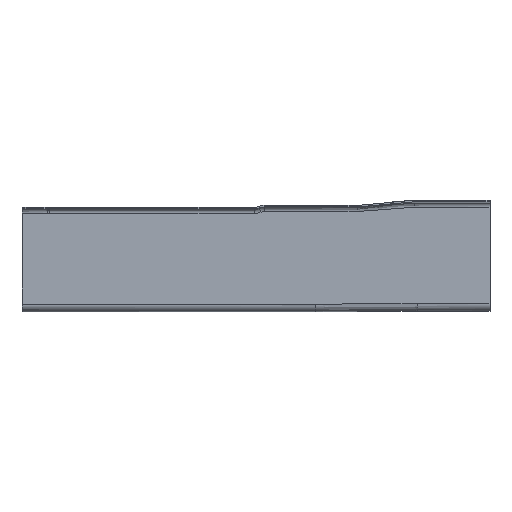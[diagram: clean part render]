
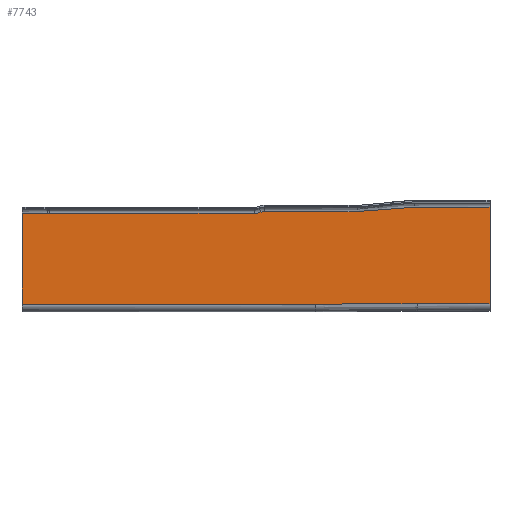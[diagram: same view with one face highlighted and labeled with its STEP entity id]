
A CAD part, front view. The second image highlights one B-rep face of the part: STEP entity #7743.
In plain terms, the highlighted planar face has unit normal (0, -1, 0).
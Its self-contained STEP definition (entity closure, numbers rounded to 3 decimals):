
#5819=CARTESIAN_POINT('Vertex',(3238.5,-506.3,184.909)) ;
#5905=CARTESIAN_POINT('Vertex',(3238.5,-506.3,110.8)) ;
#6208=CARTESIAN_POINT('Vertex',(3428.,-506.3,184.809)) ;
#6211=CARTESIAN_POINT('Axis2P3D Location',(3428.,-506.3,199.809)) ;
#6215=CARTESIAN_POINT('Vertex',(3433.616,-506.3,185.9)) ;
#6235=CARTESIAN_POINT('Axis2P3D Location',(3436.237,-506.3,179.409)) ;
#6239=CARTESIAN_POINT('Vertex',(3436.237,-506.3,186.409)) ;
#6259=CARTESIAN_POINT('Line Origine',(3344.499,-506.3,184.809)) ;
#6263=CARTESIAN_POINT('Vertex',(3260.997,-506.3,184.809)) ;
#6283=CARTESIAN_POINT('Axis2P3D Location',(3260.997,-506.3,199.809)) ;
#6287=CARTESIAN_POINT('Vertex',(3259.499,-506.3,184.884)) ;
#6307=CARTESIAN_POINT('Axis2P3D Location',(3259.,-506.3,179.909)) ;
#6311=CARTESIAN_POINT('Vertex',(3259.,-506.3,184.909)) ;
#6331=CARTESIAN_POINT('Line Origine',(3248.75,-506.3,184.909)) ;
#6352=CARTESIAN_POINT('Vertex',(3478.,-506.3,110.8)) ;
#6355=CARTESIAN_POINT('Line Origine',(3358.25,-506.3,110.8)) ;
#6591=CARTESIAN_POINT('Vertex',(3561.,-506.3,111.217)) ;
#6595=CARTESIAN_POINT('Control Point',(3478.,-506.3,110.8)) ;
#6596=CARTESIAN_POINT('Control Point',(3478.365,-506.3,110.8)) ;
#6597=CARTESIAN_POINT('Control Point',(3478.731,-506.3,110.8)) ;
#6598=CARTESIAN_POINT('Control Point',(3479.098,-506.3,110.8)) ;
#6599=CARTESIAN_POINT('Control Point',(3480.693,-506.3,110.801)) ;
#6600=CARTESIAN_POINT('Control Point',(3482.288,-506.3,110.803)) ;
#6601=CARTESIAN_POINT('Control Point',(3483.515,-506.3,110.805)) ;
#6602=CARTESIAN_POINT('Control Point',(3493.184,-506.3,110.825)) ;
#6603=CARTESIAN_POINT('Control Point',(3502.855,-506.3,110.88)) ;
#6604=CARTESIAN_POINT('Control Point',(3511.301,-506.3,110.943)) ;
#6605=CARTESIAN_POINT('Control Point',(3524.665,-506.3,111.05)) ;
#6606=CARTESIAN_POINT('Control Point',(3538.035,-506.3,111.141)) ;
#6607=CARTESIAN_POINT('Control Point',(3542.955,-506.3,111.17)) ;
#6608=CARTESIAN_POINT('Control Point',(3548.696,-506.3,111.196)) ;
#6609=CARTESIAN_POINT('Control Point',(3554.437,-506.3,111.21)) ;
#6610=CARTESIAN_POINT('Control Point',(3555.258,-506.3,111.212)) ;
#6611=CARTESIAN_POINT('Control Point',(3556.891,-506.3,111.215)) ;
#6612=CARTESIAN_POINT('Control Point',(3558.525,-506.3,111.216)) ;
#6613=CARTESIAN_POINT('Control Point',(3559.373,-506.3,111.217)) ;
#6614=CARTESIAN_POINT('Control Point',(3560.186,-506.3,111.217)) ;
#6615=CARTESIAN_POINT('Control Point',(3561.,-506.3,111.217)) ;
#6821=CARTESIAN_POINT('Vertex',(3512.,-506.3,186.409)) ;
#6825=CARTESIAN_POINT('Control Point',(3512.,-506.3,186.409)) ;
#6826=CARTESIAN_POINT('Control Point',(3516.121,-506.3,186.409)) ;
#6827=CARTESIAN_POINT('Control Point',(3520.22,-506.3,186.602)) ;
#6828=CARTESIAN_POINT('Control Point',(3524.294,-506.3,186.934)) ;
#6829=CARTESIAN_POINT('Control Point',(3532.305,-506.3,187.753)) ;
#6830=CARTESIAN_POINT('Control Point',(3540.23,-506.3,188.681)) ;
#6831=CARTESIAN_POINT('Control Point',(3544.137,-506.3,189.116)) ;
#6832=CARTESIAN_POINT('Control Point',(3549.308,-506.3,189.591)) ;
#6833=CARTESIAN_POINT('Control Point',(3554.452,-506.3,189.841)) ;
#6834=CARTESIAN_POINT('Control Point',(3555.724,-506.3,189.887)) ;
#6835=CARTESIAN_POINT('Control Point',(3557.143,-506.3,189.919)) ;
#6836=CARTESIAN_POINT('Control Point',(3558.559,-506.3,189.927)) ;
#6837=CARTESIAN_POINT('Control Point',(3558.707,-506.3,189.927)) ;
#6838=CARTESIAN_POINT('Control Point',(3558.853,-506.3,189.927)) ;
#6839=CARTESIAN_POINT('Control Point',(3559.,-506.3,189.927)) ;
#6840=CARTESIAN_POINT('Vertex',(3559.,-506.3,189.927)) ;
#6863=CARTESIAN_POINT('Line Origine',(3474.118,-506.3,186.409)) ;
#6880=CARTESIAN_POINT('Line Origine',(3589.75,-506.3,189.927)) ;
#6884=CARTESIAN_POINT('Vertex',(3620.5,-506.3,189.927)) ;
#7082=CARTESIAN_POINT('Control Point',(3238.5,-506.3,110.8)) ;
#7083=CARTESIAN_POINT('Control Point',(3238.5,-506.3,184.909)) ;
#7654=CARTESIAN_POINT('Vertex',(3620.5,-506.3,111.217)) ;
#7657=CARTESIAN_POINT('Line Origine',(3590.75,-506.3,111.217)) ;
#7717=CARTESIAN_POINT('Axis2P3D Location',(3208.,-506.3,211.)) ;
#7722=CARTESIAN_POINT('Line Origine',(3620.5,-506.3,150.364)) ;
#6212=DIRECTION('Axis2P3D Direction',(0.,1.,0.)) ;
#6236=DIRECTION('Axis2P3D Direction',(-0.,1.,0.)) ;
#6260=DIRECTION('Vector Direction',(1.,0.,0.)) ;
#6284=DIRECTION('Axis2P3D Direction',(0.,1.,0.)) ;
#6308=DIRECTION('Axis2P3D Direction',(-0.,1.,0.)) ;
#6332=DIRECTION('Vector Direction',(1.,0.,0.)) ;
#6356=DIRECTION('Vector Direction',(1.,0.,0.)) ;
#6864=DIRECTION('Vector Direction',(1.,0.,0.)) ;
#6881=DIRECTION('Vector Direction',(1.,0.,0.)) ;
#7658=DIRECTION('Vector Direction',(1.,0.,0.)) ;
#7718=DIRECTION('Axis2P3D Direction',(-0.,1.,0.)) ;
#7719=DIRECTION('Axis2P3D XDirection',(1.,0.,0.)) ;
#7723=DIRECTION('Vector Direction',(0.,0.,-1.)) ;
#6213=AXIS2_PLACEMENT_3D('Circle Axis2P3D',#6211,#6212,$) ;
#6237=AXIS2_PLACEMENT_3D('Circle Axis2P3D',#6235,#6236,$) ;
#6285=AXIS2_PLACEMENT_3D('Circle Axis2P3D',#6283,#6284,$) ;
#6309=AXIS2_PLACEMENT_3D('Circle Axis2P3D',#6307,#6308,$) ;
#7720=AXIS2_PLACEMENT_3D('Plane Axis2P3D',#7717,#7718,#7719) ;
#7728=ORIENTED_EDGE('',*,*,#6265,.F.) ;
#7729=ORIENTED_EDGE('',*,*,#6289,.T.) ;
#7730=ORIENTED_EDGE('',*,*,#6313,.F.) ;
#7731=ORIENTED_EDGE('',*,*,#6335,.F.) ;
#7732=ORIENTED_EDGE('',*,*,#7084,.F.) ;
#7733=ORIENTED_EDGE('',*,*,#6359,.T.) ;
#7734=ORIENTED_EDGE('',*,*,#6616,.T.) ;
#7735=ORIENTED_EDGE('',*,*,#7661,.T.) ;
#7736=ORIENTED_EDGE('',*,*,#7726,.T.) ;
#7737=ORIENTED_EDGE('',*,*,#6886,.F.) ;
#7738=ORIENTED_EDGE('',*,*,#6842,.F.) ;
#7739=ORIENTED_EDGE('',*,*,#6867,.F.) ;
#7740=ORIENTED_EDGE('',*,*,#6241,.F.) ;
#7741=ORIENTED_EDGE('',*,*,#6217,.T.) ;
#6261=VECTOR('Line Direction',#6260,1.) ;
#6333=VECTOR('Line Direction',#6332,1.) ;
#6357=VECTOR('Line Direction',#6356,1.) ;
#6865=VECTOR('Line Direction',#6864,1.) ;
#6882=VECTOR('Line Direction',#6881,1.) ;
#7659=VECTOR('Line Direction',#7658,1.) ;
#7724=VECTOR('Line Direction',#7723,1.) ;
#7743=ADVANCED_FACE('Fertigteil_Solid_7333395 - 7333395_V1A_ENG190122101151',(#7742),#7721,.F.) ;
#6594=B_SPLINE_CURVE_WITH_KNOTS('',5,(#6595,#6596,#6597,#6598,#6599,#6600,#6601,#6602,#6603,#6604,#6605,#6606,#6607,#6608,#6609,#6610,#6611,#6612,#6613,#6614,#6615),.UNSPECIFIED.,.F.,.U.,(6,3,3,3,3,3,6),(206.242,208.856,217.584,277.616,312.562,318.387,324.163),.UNSPECIFIED.) ;
#6824=B_SPLINE_CURVE_WITH_KNOTS('',5,(#6825,#6826,#6827,#6828,#6829,#6830,#6831,#6832,#6833,#6834,#6835,#6836,#6837,#6838,#6839),.UNSPECIFIED.,.F.,.U.,(6,3,3,3,6),(598.303,626.813,654.774,663.965,665.048),.UNSPECIFIED.) ;
#7081=B_SPLINE_CURVE_WITH_KNOTS('',1,(#7082,#7083),.UNSPECIFIED.,.F.,.U.,(2,2),(-37.055,37.055),.UNSPECIFIED.) ;
#6214=CIRCLE('generated circle',#6213,15.) ;
#6238=CIRCLE('generated circle',#6237,7.) ;
#6286=CIRCLE('generated circle',#6285,15.) ;
#6310=CIRCLE('generated circle',#6309,5.) ;
#6217=EDGE_CURVE('',#6216,#6209,#6214,.T.) ;
#6241=EDGE_CURVE('',#6216,#6240,#6238,.T.) ;
#6265=EDGE_CURVE('',#6264,#6209,#6262,.T.) ;
#6289=EDGE_CURVE('',#6264,#6288,#6286,.T.) ;
#6313=EDGE_CURVE('',#6312,#6288,#6310,.T.) ;
#6335=EDGE_CURVE('',#5820,#6312,#6334,.T.) ;
#6359=EDGE_CURVE('',#5906,#6353,#6358,.T.) ;
#6616=EDGE_CURVE('',#6353,#6592,#6594,.T.) ;
#6842=EDGE_CURVE('',#6822,#6841,#6824,.T.) ;
#6867=EDGE_CURVE('',#6240,#6822,#6866,.T.) ;
#6886=EDGE_CURVE('',#6841,#6885,#6883,.T.) ;
#7084=EDGE_CURVE('',#5906,#5820,#7081,.T.) ;
#7661=EDGE_CURVE('',#6592,#7655,#7660,.T.) ;
#7726=EDGE_CURVE('',#7655,#6885,#7725,.F.) ;
#7727=EDGE_LOOP('',(#7728,#7729,#7730,#7731,#7732,#7733,#7734,#7735,#7736,#7737,#7738,#7739,#7740,#7741)) ;
#7742=FACE_OUTER_BOUND('',#7727,.T.) ;
#6262=LINE('Line',#6259,#6261) ;
#6334=LINE('Line',#6331,#6333) ;
#6358=LINE('Line',#6355,#6357) ;
#6866=LINE('Line',#6863,#6865) ;
#6883=LINE('Line',#6880,#6882) ;
#7660=LINE('Line',#7657,#7659) ;
#7725=LINE('Line',#7722,#7724) ;
#7721=PLANE('',#7720) ;
#5820=VERTEX_POINT('',#5819) ;
#5906=VERTEX_POINT('',#5905) ;
#6209=VERTEX_POINT('',#6208) ;
#6216=VERTEX_POINT('',#6215) ;
#6240=VERTEX_POINT('',#6239) ;
#6264=VERTEX_POINT('',#6263) ;
#6288=VERTEX_POINT('',#6287) ;
#6312=VERTEX_POINT('',#6311) ;
#6353=VERTEX_POINT('',#6352) ;
#6592=VERTEX_POINT('',#6591) ;
#6822=VERTEX_POINT('',#6821) ;
#6841=VERTEX_POINT('',#6840) ;
#6885=VERTEX_POINT('',#6884) ;
#7655=VERTEX_POINT('',#7654) ;
